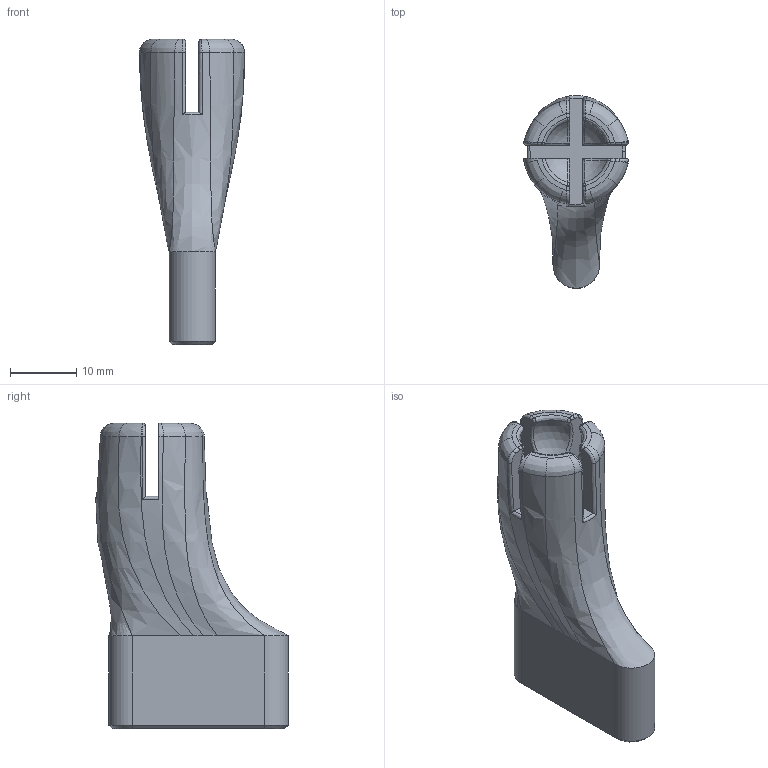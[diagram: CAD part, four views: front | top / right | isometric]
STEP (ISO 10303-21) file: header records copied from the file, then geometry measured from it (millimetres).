
FILE_DESCRIPTION(('FreeCAD Model'),'2;1');
FILE_NAME('ball_caster_10mm.step','2017-01-24T21:54:18',('Diego Lale'),('Lalebots'), 'Open CASCADE STEP processor 6.8','FreeCAD','Unknown');
FILE_SCHEMA(('AUTOMOTIVE_DESIGN_CC2 { 1 2 10303 214 -1 1 5 4 }'));
Length unit declared in the file: millimetre
Products named in the file (2): ASSEMBLY; Fusion001
Assembly tree (1 placements, depth 2):
  ASSEMBLY
    Fusion001
Bounding box: 15.86 x 28.99 x 46 mm (x, y, z)
Volume: 7145.5 mm3; surface area: 3493.7 mm2
Topology: 1 solids, 1 shells, 117 faces, 288 edges, 168 vertices
Faces by surface type: bspline 78, plane 20, cylinder 11, sphere 4, cone 4
Full cylindrical faces by diameter (mm): 3 x2
Entity records: 42870 total; most frequent: CARTESIAN_POINT 38595, ORIENTED_EDGE 562, PCURVE 562, DEFINITIONAL_REPRESENTATION 562, DIRECTION 415, B_SPLINE_CURVE_WITH_KNOTS 340, LINE 294, VECTOR 294
